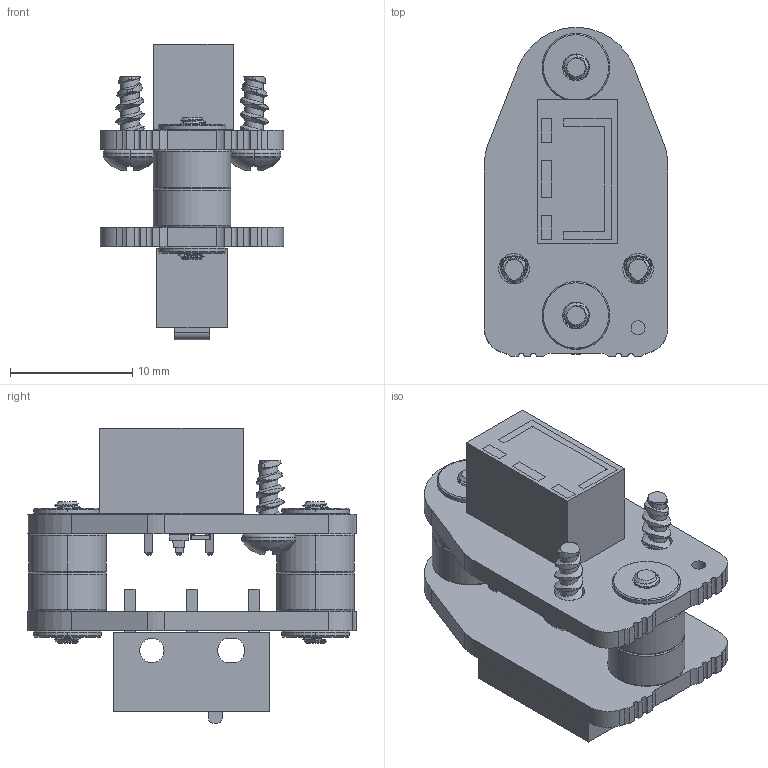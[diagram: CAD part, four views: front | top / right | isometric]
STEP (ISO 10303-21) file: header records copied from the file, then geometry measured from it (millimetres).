
FILE_DESCRIPTION(('STEP AP214'),'1');
FILE_NAME('ProbeV4.stp','2022-02-07T02:24:31',(' '),(' '),'Spatial InterOp 3D',' ',' ');
FILE_SCHEMA(('automotive_design'));
Length unit declared in the file: inch
Products named in the file (49): 1; 2; 3; 4; 5; 6; 7; 8; 9; 10; 11; 12; 13; 14; 15; 16; 17; 18; 19; 20; 21; 22; 23; 24; 25; 26; 27; 28; 29; 30; 31; 32; 33; 34; 35; 36; 37; 38; 39; 40 ...
Bounding box: 15.01 x 26.92 x 24.2 mm (x, y, z)
Volume: 2720.6 mm3; surface area: 4894.8 mm2
Topology: 26 solids, 49 shells, 879 faces, 2519 edges, 1704 vertices
Faces by surface type: plane 444, cylinder 251, cone 142, torus 24, bspline 14, sphere 4
Full cylindrical faces by diameter (mm): 2.184 x4
Entity records: 52665 total; most frequent: CARTESIAN_POINT 22419, ORIENTED_EDGE 4836, DIRECTION 4395, EDGE_CURVE 2479, VERTEX_POINT 1700, AXIS2_PLACEMENT_3D 1496, LINE 1403, VECTOR 1403
